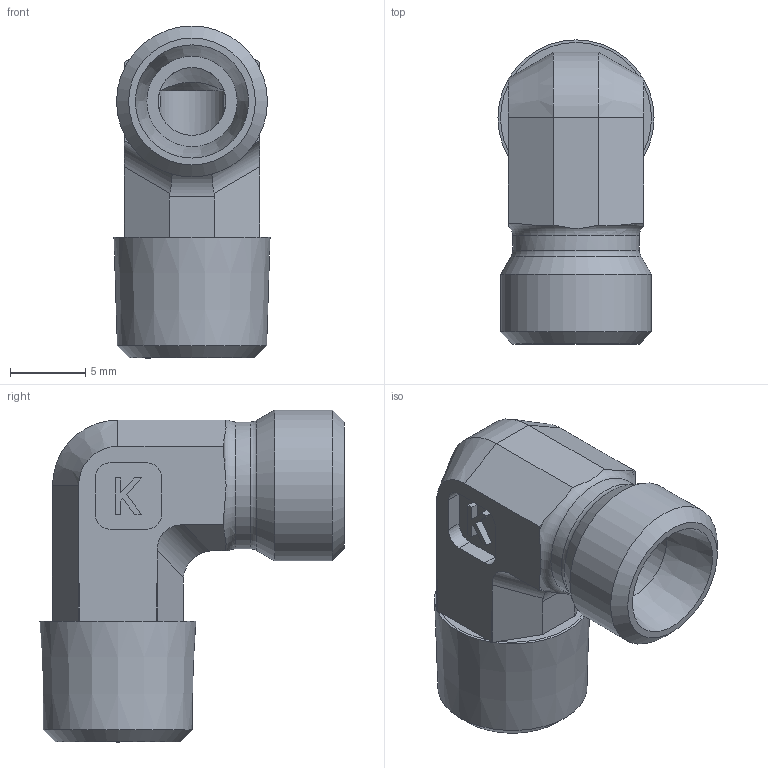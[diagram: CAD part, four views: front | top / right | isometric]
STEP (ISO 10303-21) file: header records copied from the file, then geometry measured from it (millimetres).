
FILE_DESCRIPTION((''),'2;1');
FILE_NAME('21001061010.stp','2014-08-27T10:41:22',(''),('KNOMI spol. s r. o.'),'Autodesk Inventor 2012','Autodesk Inventor 2012','');
FILE_SCHEMA(('AUTOMOTIVE_DESIGN { 1 2 10303 214 0 1 1 1 }'));
Length unit declared in the file: millimetre
Products named in the file (1): LHCM1 6LLMkuž M10x1/M10x1
Bounding box: 10.34 x 20.17 x 22 mm (x, y, z)
Volume: 1629.9 mm3; surface area: 1559.4 mm2
Topology: 1 solids, 1 shells, 88 faces, 226 edges, 143 vertices
Faces by surface type: plane 47, cylinder 21, cone 14, torus 6
Full cylindrical faces by diameter (mm): 4.5 x2, 6 x1, 8.4 x1, 10 x1
Entity records: 2658 total; most frequent: CARTESIAN_POINT 562, DIRECTION 432, ORIENTED_EDGE 416, EDGE_CURVE 208, AXIS2_PLACEMENT_3D 156, VERTEX_POINT 138, VECTOR 120, LINE 120
